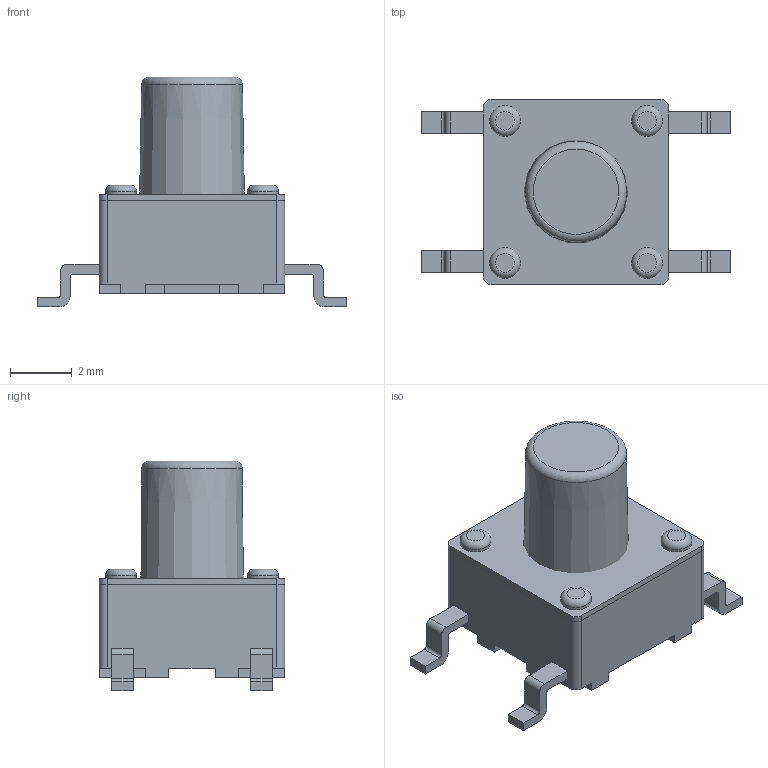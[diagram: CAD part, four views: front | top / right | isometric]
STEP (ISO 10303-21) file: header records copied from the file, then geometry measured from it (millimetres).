
FILE_DESCRIPTION(/* description */ (''),/* implementation_level */ '2;1');
FILE_NAME(/* name */ 'switch SMD .step',/* time_stamp */ '2023-11-11T00:24:53-03:00',/* author */ (''),/* organization */ (''),/* preprocessor_version */ 'ST-DEVELOPER v20',/* originating_system */ 'Autodesk Translation Framework v12.14.0.127',/* authorisation */ '');
FILE_SCHEMA (('AUTOMOTIVE_DESIGN { 1 0 10303 214 3 1 1 }'));
Length unit declared in the file: millimetre
Products named in the file (1): switch SMD
Bounding box: 10 x 6 x 7.44 mm (x, y, z)
Volume: 172.7 mm3; surface area: 350.1 mm2
Topology: 11 solids, 11 shells, 128 faces, 318 edges, 212 vertices
Faces by surface type: plane 94, cylinder 28, torus 5, cone 1
Full cylindrical faces by diameter (mm): 1 x4
Entity records: 3843 total; most frequent: CARTESIAN_POINT 667, DIRECTION 653, ORIENTED_EDGE 636, EDGE_CURVE 318, LINE 233, VECTOR 233, VERTEX_POINT 212, AXIS2_PLACEMENT_3D 210
